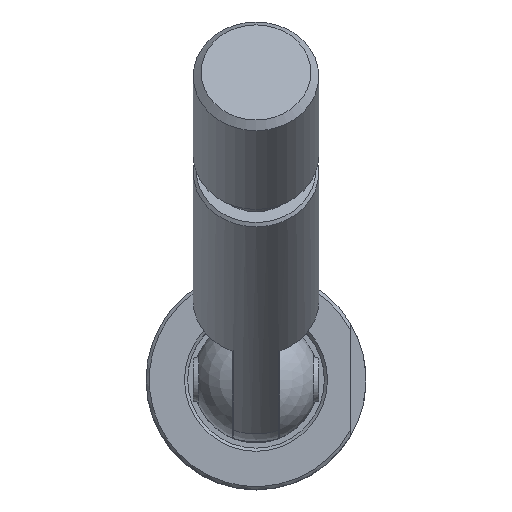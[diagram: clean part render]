
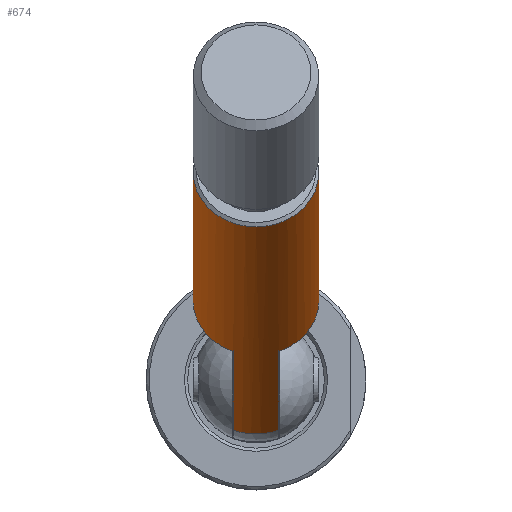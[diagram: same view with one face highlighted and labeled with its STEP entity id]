
A CAD part, top view. The second image highlights one B-rep face of the part: STEP entity #674.
In plain terms, the highlighted cylindrical face has radius 4 mm (diameter 8 mm), a full revolution.
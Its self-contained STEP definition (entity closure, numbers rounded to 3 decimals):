
#57=LINE('',#1155,#85);
#58=LINE('',#1159,#86);
#59=LINE('',#1163,#87);
#60=LINE('',#1167,#88);
#85=VECTOR('',#893,10.);
#86=VECTOR('',#896,10.);
#87=VECTOR('',#899,10.);
#88=VECTOR('',#902,10.);
#138=CYLINDRICAL_SURFACE('',#746,4.);
#156=FACE_BOUND('',#244,.T.);
#187=FACE_OUTER_BOUND('',#243,.T.);
#243=EDGE_LOOP('',(#541,#542,#543,#544,#545,#546,#547,#548));
#244=EDGE_LOOP('',(#549));
#310=CIRCLE('',#745,4.);
#311=CIRCLE('',#747,4.);
#312=CIRCLE('',#748,4.);
#313=CIRCLE('',#749,4.);
#314=CIRCLE('',#750,4.);
#362=VERTEX_POINT('',#1150);
#363=VERTEX_POINT('',#1153);
#364=VERTEX_POINT('',#1154);
#365=VERTEX_POINT('',#1156);
#366=VERTEX_POINT('',#1158);
#367=VERTEX_POINT('',#1160);
#368=VERTEX_POINT('',#1162);
#369=VERTEX_POINT('',#1164);
#370=VERTEX_POINT('',#1166);
#431=EDGE_CURVE('',#362,#362,#310,.T.);
#432=EDGE_CURVE('',#363,#364,#57,.T.);
#433=EDGE_CURVE('',#364,#365,#311,.T.);
#434=EDGE_CURVE('',#365,#366,#58,.T.);
#435=EDGE_CURVE('',#367,#366,#312,.T.);
#436=EDGE_CURVE('',#367,#368,#59,.T.);
#437=EDGE_CURVE('',#368,#369,#313,.T.);
#438=EDGE_CURVE('',#369,#370,#60,.T.);
#439=EDGE_CURVE('',#363,#370,#314,.T.);
#541=ORIENTED_EDGE('',*,*,#432,.T.);
#542=ORIENTED_EDGE('',*,*,#433,.T.);
#543=ORIENTED_EDGE('',*,*,#434,.T.);
#544=ORIENTED_EDGE('',*,*,#435,.F.);
#545=ORIENTED_EDGE('',*,*,#436,.T.);
#546=ORIENTED_EDGE('',*,*,#437,.T.);
#547=ORIENTED_EDGE('',*,*,#438,.T.);
#548=ORIENTED_EDGE('',*,*,#439,.F.);
#549=ORIENTED_EDGE('',*,*,#431,.F.);
#674=ADVANCED_FACE('',(#187,#156),#138,.T.);
#745=AXIS2_PLACEMENT_3D('',#1151,#889,#890);
#746=AXIS2_PLACEMENT_3D('',#1152,#891,#892);
#747=AXIS2_PLACEMENT_3D('',#1157,#894,#895);
#748=AXIS2_PLACEMENT_3D('',#1161,#897,#898);
#749=AXIS2_PLACEMENT_3D('',#1165,#900,#901);
#750=AXIS2_PLACEMENT_3D('',#1168,#903,#904);
#889=DIRECTION('center_axis',(0.,0.,-1.));
#890=DIRECTION('ref_axis',(-1.,0.,0.));
#891=DIRECTION('center_axis',(0.,0.,1.));
#892=DIRECTION('ref_axis',(1.,0.,0.));
#893=DIRECTION('',(0.,0.,-1.));
#894=DIRECTION('center_axis',(0.,0.,-1.));
#895=DIRECTION('ref_axis',(1.,0.,0.));
#896=DIRECTION('',(0.,0.,1.));
#897=DIRECTION('center_axis',(0.,0.,1.));
#898=DIRECTION('ref_axis',(1.,0.,0.));
#899=DIRECTION('',(0.,0.,-1.));
#900=DIRECTION('center_axis',(0.,0.,-1.));
#901=DIRECTION('ref_axis',(1.,0.,0.));
#902=DIRECTION('',(0.,0.,1.));
#903=DIRECTION('center_axis',(0.,0.,1.));
#904=DIRECTION('ref_axis',(1.,0.,0.));
#1150=CARTESIAN_POINT('',(4.,0.,12.7));
#1151=CARTESIAN_POINT('Origin',(0.,0.,12.7));
#1152=CARTESIAN_POINT('Origin',(0.,0.,19.5));
#1153=CARTESIAN_POINT('',(1.45,3.728,39.));
#1154=CARTESIAN_POINT('',(1.45,3.728,29.));
#1155=CARTESIAN_POINT('',(1.45,3.728,19.5));
#1156=CARTESIAN_POINT('',(1.45,-3.728,29.));
#1157=CARTESIAN_POINT('Origin',(0.,0.,29.));
#1158=CARTESIAN_POINT('',(1.45,-3.728,39.));
#1159=CARTESIAN_POINT('',(1.45,-3.728,19.5));
#1160=CARTESIAN_POINT('',(-1.45,-3.728,39.));
#1161=CARTESIAN_POINT('Origin',(0.,0.,39.));
#1162=CARTESIAN_POINT('',(-1.45,-3.728,29.));
#1163=CARTESIAN_POINT('',(-1.45,-3.728,19.5));
#1164=CARTESIAN_POINT('',(-1.45,3.728,29.));
#1165=CARTESIAN_POINT('Origin',(0.,0.,29.));
#1166=CARTESIAN_POINT('',(-1.45,3.728,39.));
#1167=CARTESIAN_POINT('',(-1.45,3.728,19.5));
#1168=CARTESIAN_POINT('Origin',(0.,0.,39.));
